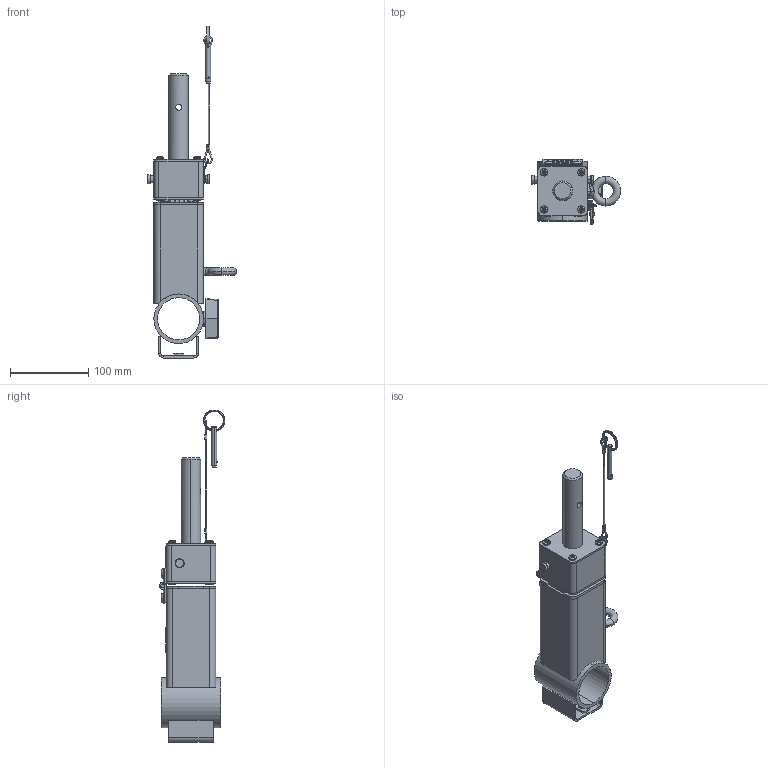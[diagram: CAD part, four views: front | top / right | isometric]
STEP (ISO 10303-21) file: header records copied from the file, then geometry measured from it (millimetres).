
FILE_DESCRIPTION (( 'STEP AP203' ), '1' );
FILE_NAME ('Rolling_Inductor_Mounting_Arm.STEP', '2017-11-15T08:10:30', ( 'ITS' ), ( 'ITW Welding Group' ), 'SwSTEP 2.0', 'SolidWorks 2016', '' );
FILE_SCHEMA (( 'CONFIG_CONTROL_DESIGN' ));
Length unit declared in the file: inch
Products named in the file (1): Rolling_Inductor_Mounting_Arm
Bounding box: 114.25 x 83.72 x 425.03 mm (x, y, z)
Surface area: 145076.9 mm2 (no closed solid volume)
Topology: 0 solids, 43 shells, 634 faces, 1825 edges, 1173 vertices
Faces by surface type: cylinder 294, plane 137, cone 107, torus 76, bspline 12, sphere 8
Entity records: 27324 total; most frequent: CARTESIAN_POINT 11089, DIRECTION 3521, ORIENTED_EDGE 3095, EDGE_CURVE 1809, AXIS2_PLACEMENT_3D 1434, VERTEX_POINT 1170, CIRCLE 811, EDGE_LOOP 687
